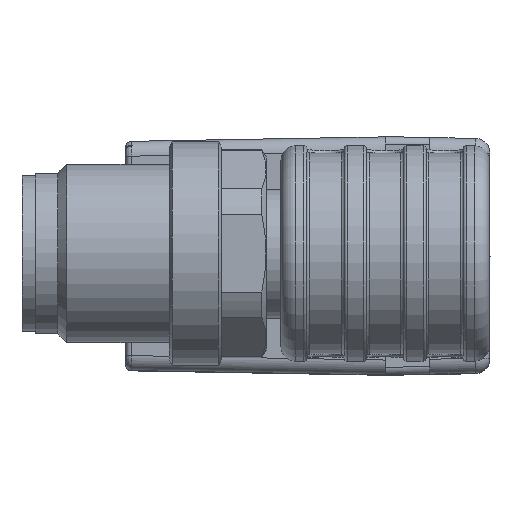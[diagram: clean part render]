
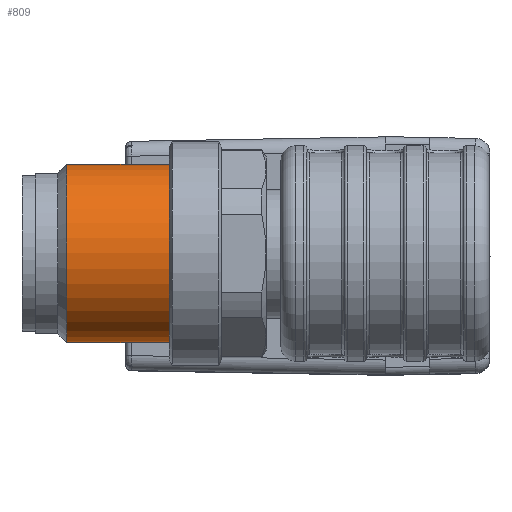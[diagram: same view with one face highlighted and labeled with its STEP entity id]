
A CAD part, top view. The second image highlights one B-rep face of the part: STEP entity #809.
In plain terms, the highlighted cylindrical face has radius 6 mm (diameter 12 mm), a full revolution.
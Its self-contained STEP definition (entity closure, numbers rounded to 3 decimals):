
#633=CYLINDRICAL_SURFACE('',#7831,6.);
#809=ADVANCED_FACE('',(#1804,#1805),#633,.T.);
#1477=CIRCLE('',#7828,6.);
#1478=CIRCLE('',#7830,6.);
#1804=FACE_BOUND('',#1942,.T.);
#1805=FACE_BOUND('',#1943,.T.);
#1942=EDGE_LOOP('',(#3806));
#1943=EDGE_LOOP('',(#3807));
#3806=ORIENTED_EDGE('',*,*,#6640,.F.);
#3807=ORIENTED_EDGE('',*,*,#6639,.T.);
#5925=VERTEX_POINT('',#11180);
#5926=VERTEX_POINT('',#11183);
#6639=EDGE_CURVE('',#5925,#5925,#1477,.T.);
#6640=EDGE_CURVE('',#5926,#5926,#1478,.T.);
#7828=AXIS2_PLACEMENT_3D('',#11179,#8745,#8746);
#7830=AXIS2_PLACEMENT_3D('',#11182,#8749,#8750);
#7831=AXIS2_PLACEMENT_3D('',#11184,#8751,#8752);
#8745=DIRECTION('',(-1.,0.,0.));
#8746=DIRECTION('',(0.,-0.866,0.5));
#8749=DIRECTION('',(-1.,0.,0.));
#8750=DIRECTION('',(0.,-0.866,0.5));
#8751=DIRECTION('',(-1.,0.,0.));
#8752=DIRECTION('',(0.,0.866,-0.5));
#11179=CARTESIAN_POINT('',(-14.5,0.,90.3));
#11180=CARTESIAN_POINT('',(-14.5,-5.196,93.3));
#11182=CARTESIAN_POINT('',(-21.4,0.,90.3));
#11183=CARTESIAN_POINT('',(-21.4,-5.196,93.3));
#11184=CARTESIAN_POINT('',(-23.5,0.,90.3));
